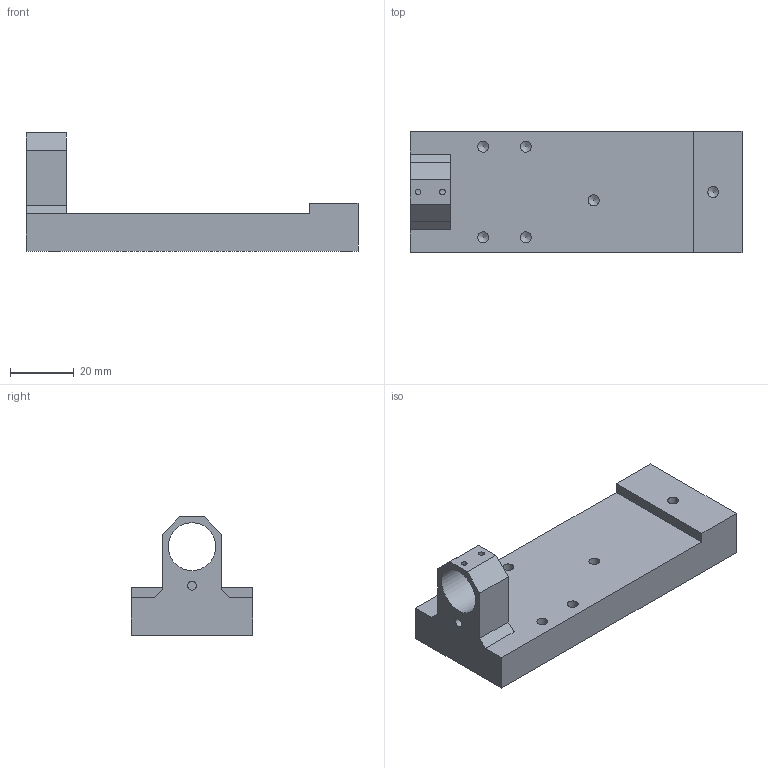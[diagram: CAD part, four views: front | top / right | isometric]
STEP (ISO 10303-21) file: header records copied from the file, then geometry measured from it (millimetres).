
FILE_DESCRIPTION(/* description */ ('STEP AP242','CAx-IF Rec.Pracs.---Representation and Presentation of Product Manufacturing Information (PMI)---4.0---2014-10-13','CAx-IF Rec.Pracs.---3D Tessellated Geometry---0.4---2014-09-14','2;1'),/* implementation_level */ '2;1');
FILE_NAME(/* name */ '67d88562c11fc33843711454',/* time_stamp */ '2025-03-17T20:26:10Z',/* author */ (''),/* organization */ (''),/* preprocessor_version */ 'ST-DEVELOPER v20',/* originating_system */ 'ONSHAPE BY PTC INC, 1.195',/* authorisation */ ' ');
FILE_SCHEMA (('AP242_MANAGED_MODEL_BASED_3D_ENGINEERING_MIM_LF { 1 0 10303 442 1 1 4 }'));
Length unit declared in the file: metre
Products named in the file (1): Part 1
Bounding box: 104.14 x 38.1 x 37.08 mm (x, y, z)
Volume: 50994.7 mm3; surface area: 14211.2 mm2
Topology: 1 solids, 1 shells, 41 faces, 118 edges, 78 vertices
Faces by surface type: plane 17, cylinder 14, cone 10
Full cylindrical faces by diameter (mm): 1.778 x2, 2.794 x1, 3.454 x10, 14.986 x1
Entity records: 1104 total; most frequent: CARTESIAN_POINT 198, DIRECTION 178, ORIENTED_EDGE 140, FACE_BOUND 82, EDGE_LOOP 72, EDGE_CURVE 70, AXIS2_PLACEMENT_3D 68, VERTEX_POINT 66
